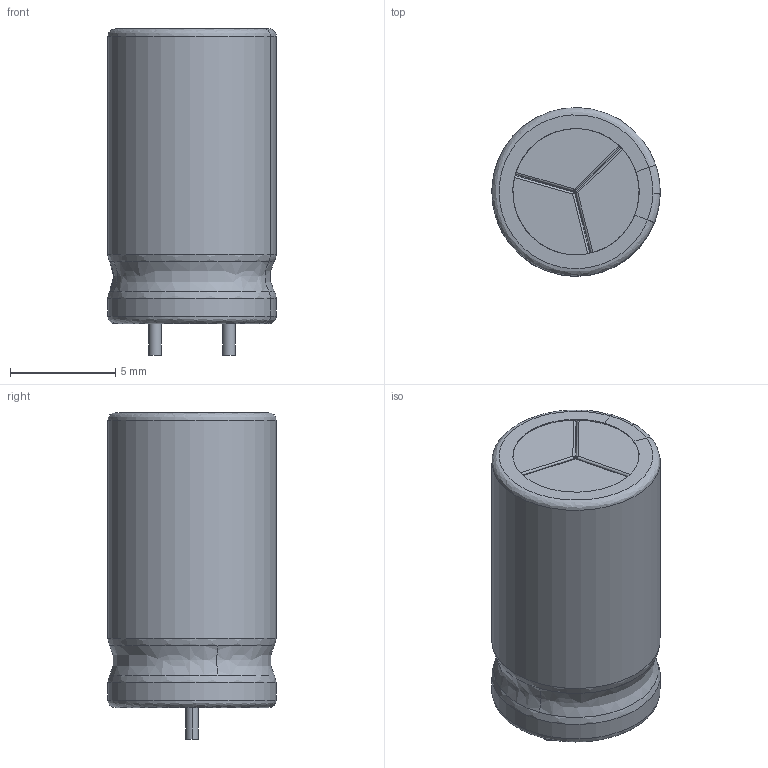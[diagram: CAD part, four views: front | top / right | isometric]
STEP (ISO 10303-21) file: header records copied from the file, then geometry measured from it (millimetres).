
FILE_DESCRIPTION (( 'STEP AP214' ), '1' );
FILE_NAME ('User Library-Cap electrolitic radial 8x14.STEP', '2024-02-16T07:53:04', ( '' ), ( '' ), 'SwSTEP 2.0', 'SolidWorks 2022', '' );
FILE_SCHEMA (( 'AUTOMOTIVE_DESIGN' ));
Length unit declared in the file: millimetre
Products named in the file (6): Case; Bottom; Pins; User Library-Cap electrolitic radial 8x14; Top; Minus
Assembly tree (5 placements, depth 2):
  User Library-Cap electrolitic radial 8x14
    Case
    Minus
    Top
    Pins
    Bottom
Bounding box: 8 x 8 x 15.5 mm (x, y, z)
Volume: 327.3 mm3; surface area: 865 mm2
Topology: 7 solids, 7 shells, 69 faces, 167 edges, 106 vertices
Faces by surface type: cylinder 27, bspline 21, plane 21
Entity records: 3609 total; most frequent: CARTESIAN_POINT 1085, ORIENTED_EDGE 322, DIRECTION 315, EDGE_CURVE 161, AXIS2_PLACEMENT_3D 134, VERTEX_POINT 106, UNCERTAINTY_MEASURE_WITH_UNIT 87, PRESENTATION_STYLE_ASSIGNMENT 81
